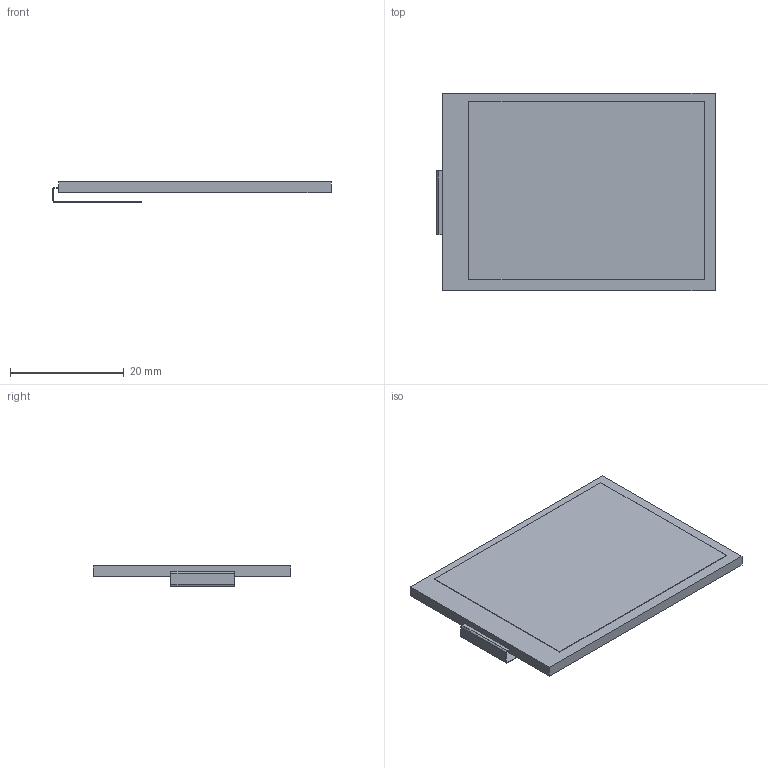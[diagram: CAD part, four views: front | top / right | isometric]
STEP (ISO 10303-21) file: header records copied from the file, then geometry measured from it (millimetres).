
FILE_DESCRIPTION (( 'STEP AP214' ), '1' );
FILE_NAME ('PCB.STEP', '2025-02-23T11:50:38', ( '' ), ( '' ), 'SwSTEP 2.0', 'SolidWorks 2022', '' );
FILE_SCHEMA (( 'AUTOMOTIVE_DESIGN' ));
Length unit declared in the file: millimetre
Products named in the file (1): PCB
Bounding box: 48.8 x 34.6 x 3.75 mm (x, y, z)
Volume: 3293.2 mm3; surface area: 4065.1 mm2
Topology: 2 solids, 2 shells, 73 faces, 204 edges, 136 vertices
Faces by surface type: plane 69, cylinder 4
Entity records: 2349 total; most frequent: CARTESIAN_POINT 414, ORIENTED_EDGE 408, DIRECTION 360, EDGE_CURVE 204, LINE 196, VECTOR 196, VERTEX_POINT 136, AXIS2_PLACEMENT_3D 82
